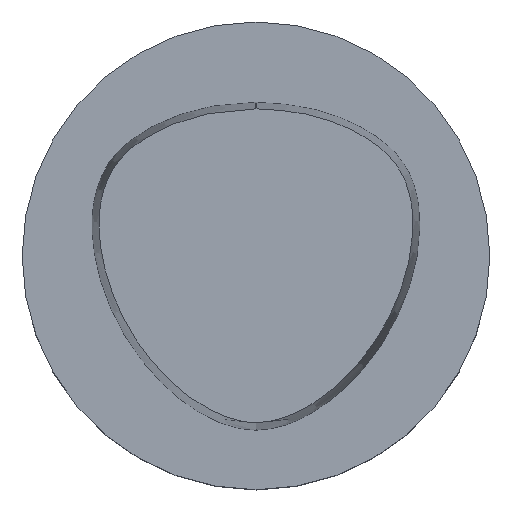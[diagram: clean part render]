
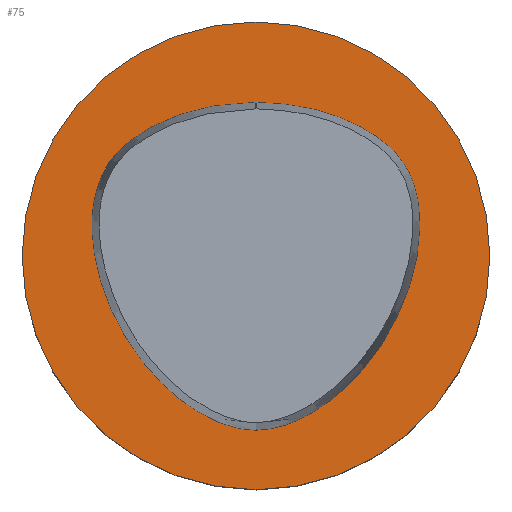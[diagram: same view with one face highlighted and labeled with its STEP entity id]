
A CAD part, top view. The second image highlights one B-rep face of the part: STEP entity #75.
In plain terms, the highlighted planar face has unit normal (0, 0, 1).
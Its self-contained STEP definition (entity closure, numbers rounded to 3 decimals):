
#75=ADVANCED_FACE('',(#87,#88),#89,.T.);
#87=FACE_OUTER_BOUND('',#115,.T.);
#88=FACE_BOUND('',#116,.T.);
#89=PLANE('',#117);
#115=EDGE_LOOP('',(#281));
#116=EDGE_LOOP('',(#282,#283,#284));
#117=AXIS2_PLACEMENT_3D('',#285,#286,#287);
#281=ORIENTED_EDGE('',*,*,#336,.F.);
#282=ORIENTED_EDGE('',*,*,#337,.F.);
#283=ORIENTED_EDGE('',*,*,#338,.F.);
#284=ORIENTED_EDGE('',*,*,#339,.F.);
#285=CARTESIAN_POINT('',(0.,15.746,0.));
#286=DIRECTION('',(0.,0.,1.0));
#287=DIRECTION('',(0.,-1.0,0.));
#336=EDGE_CURVE('',#350,#350,#351,.T.);
#337=EDGE_CURVE('',#352,#353,#354,.T.);
#338=EDGE_CURVE('',#355,#352,#356,.T.);
#339=EDGE_CURVE('',#353,#355,#357,.T.);
#350=VERTEX_POINT('',#375);
#351=CIRCLE('',#376,31.493);
#352=VERTEX_POINT('',#377);
#353=VERTEX_POINT('',#378);
#354=B_SPLINE_CURVE_WITH_KNOTS('',3,(#379,#380,#381,#382,#383,#384,#385,#386,#387,#388,#389,#390,#391,#392,#393,#394,#395,#396,#397,#398,#399,#400,#401,#402,#403,#404,#405,#406,#407,#408,#409,#410),.UNSPECIFIED.,.F.,.F.,(4,2,2,2,2,2,2,2,2,2,2,2,2,2,2,4),(6.615,6.904,7.192,7.48,7.769,8.327,8.886,10.063,10.522,10.981,11.21,11.44,11.898,12.428,12.829,13.23),.UNSPECIFIED.);
#355=VERTEX_POINT('',#411);
#356=B_SPLINE_CURVE_WITH_KNOTS('',3,(#412,#413,#414,#415,#416,#417,#418,#419,#420,#421,#422,#423,#424,#425,#426,#427,#428,#429,#430,#431,#432,#433,#434,#435,#436,#437,#438,#439,#440,#441),.UNSPECIFIED.,.F.,.F.,(4,2,2,2,2,2,2,2,2,2,2,2,2,2,4),(0.0,0.577,1.154,1.433,1.712,1.992,2.271,2.859,3.154,3.448,4.366,5.283,5.813,6.214,6.615),.UNSPECIFIED.);
#357=CIRCLE('',#442,0.95);
#375=CARTESIAN_POINT('',(0.,31.493,0.));
#376=AXIS2_PLACEMENT_3D('',#493,#494,#495);
#377=CARTESIAN_POINT('',(0.044,-23.469,0.0));
#378=CARTESIAN_POINT('',(0.045,20.677,0.0));
#379=CARTESIAN_POINT('',(0.044,-23.469,0.0));
#380=CARTESIAN_POINT('',(1.1,-23.464,0.));
#381=CARTESIAN_POINT('',(2.144,-23.297,0.0));
#382=CARTESIAN_POINT('',(4.142,-22.759,0.0));
#383=CARTESIAN_POINT('',(5.098,-22.39,0.));
#384=CARTESIAN_POINT('',(6.935,-21.508,0.));
#385=CARTESIAN_POINT('',(7.804,-21.,0.));
#386=CARTESIAN_POINT('',(9.469,-19.889,0.));
#387=CARTESIAN_POINT('',(10.267,-19.285,0.));
#388=CARTESIAN_POINT('',(12.503,-17.396,0.));
#389=CARTESIAN_POINT('',(13.842,-16.005,0.0));
#390=CARTESIAN_POINT('',(16.251,-13.01,0.));
#391=CARTESIAN_POINT('',(17.321,-11.408,0.));
#392=CARTESIAN_POINT('',(20.195,-6.179,0.));
#393=CARTESIAN_POINT('',(21.526,-2.27,0.));
#394=CARTESIAN_POINT('',(22.108,3.365,0.));
#395=CARTESIAN_POINT('',(22.144,4.957,0.));
#396=CARTESIAN_POINT('',(21.744,8.215,0.));
#397=CARTESIAN_POINT('',(21.281,9.878,0.0));
#398=CARTESIAN_POINT('',(20.179,12.032,0.0));
#399=CARTESIAN_POINT('',(19.702,12.759,0.));
#400=CARTESIAN_POINT('',(18.626,14.044,0.));
#401=CARTESIAN_POINT('',(18.039,14.612,0.0));
#402=CARTESIAN_POINT('',(16.128,16.197,0.));
#403=CARTESIAN_POINT('',(14.762,17.03,0.0));
#404=CARTESIAN_POINT('',(11.686,18.546,0.0));
#405=CARTESIAN_POINT('',(9.963,19.18,0.0));
#406=CARTESIAN_POINT('',(6.847,20.003,0.0));
#407=CARTESIAN_POINT('',(5.472,20.25,0.0));
#408=CARTESIAN_POINT('',(2.739,20.547,0.0));
#409=CARTESIAN_POINT('',(1.382,20.612,0.0));
#410=CARTESIAN_POINT('',(0.045,20.677,0.0));
#411=CARTESIAN_POINT('',(-0.045,20.677,0.0));
#412=CARTESIAN_POINT('',(-0.045,20.677,0.0));
#413=CARTESIAN_POINT('',(-1.968,20.588,0.0));
#414=CARTESIAN_POINT('',(-3.953,20.485,0.));
#415=CARTESIAN_POINT('',(-7.863,19.797,0.));
#416=CARTESIAN_POINT('',(-9.794,19.25,0.));
#417=CARTESIAN_POINT('',(-12.535,18.133,0.0));
#418=CARTESIAN_POINT('',(-13.411,17.719,0.0));
#419=CARTESIAN_POINT('',(-15.123,16.78,0.));
#420=CARTESIAN_POINT('',(-15.962,16.259,0.0));
#421=CARTESIAN_POINT('',(-17.56,15.067,0.0));
#422=CARTESIAN_POINT('',(-18.314,14.396,0.));
#423=CARTESIAN_POINT('',(-19.639,12.867,0.));
#424=CARTESIAN_POINT('',(-20.198,12.,0.0));
#425=CARTESIAN_POINT('',(-21.562,9.159,0.0));
#426=CARTESIAN_POINT('',(-21.995,7.022,0.0));
#427=CARTESIAN_POINT('',(-22.113,3.903,0.0));
#428=CARTESIAN_POINT('',(-22.067,2.879,0.0));
#429=CARTESIAN_POINT('',(-21.855,0.853,0.0));
#430=CARTESIAN_POINT('',(-21.693,-0.149,0.));
#431=CARTESIAN_POINT('',(-20.816,-4.237,0.));
#432=CARTESIAN_POINT('',(-19.66,-7.209,0.));
#433=CARTESIAN_POINT('',(-16.575,-12.714,0.0));
#434=CARTESIAN_POINT('',(-14.647,-15.248,0.));
#435=CARTESIAN_POINT('',(-11.05,-18.702,0.));
#436=CARTESIAN_POINT('',(-9.618,-19.857,0.0));
#437=CARTESIAN_POINT('',(-6.855,-21.571,0.));
#438=CARTESIAN_POINT('',(-5.58,-22.214,0.0));
#439=CARTESIAN_POINT('',(-2.867,-23.17,0.0));
#440=CARTESIAN_POINT('',(-1.426,-23.477,0.0));
#441=CARTESIAN_POINT('',(0.044,-23.469,0.0));
#442=AXIS2_PLACEMENT_3D('',#496,#497,#498);
#493=CARTESIAN_POINT('',(0.0,0.0,0.0));
#494=DIRECTION('',(0.,0.,-1.0));
#495=DIRECTION('',(0.,1.0,0.));
#496=CARTESIAN_POINT('',(-0.001,19.728,0.0));
#497=DIRECTION('',(0.0,0.0,1.0));
#498=DIRECTION('',(-0.046,0.999,0.0));
